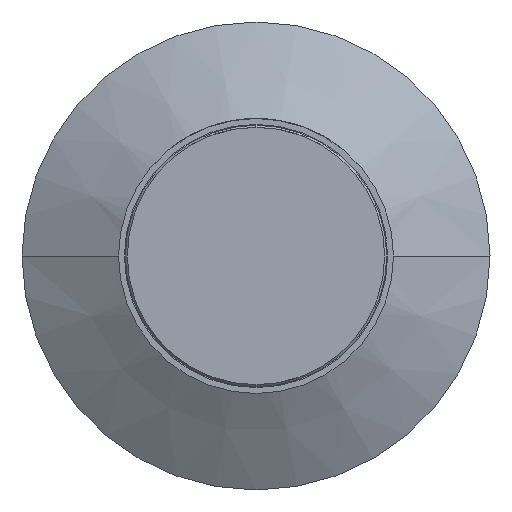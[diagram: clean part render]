
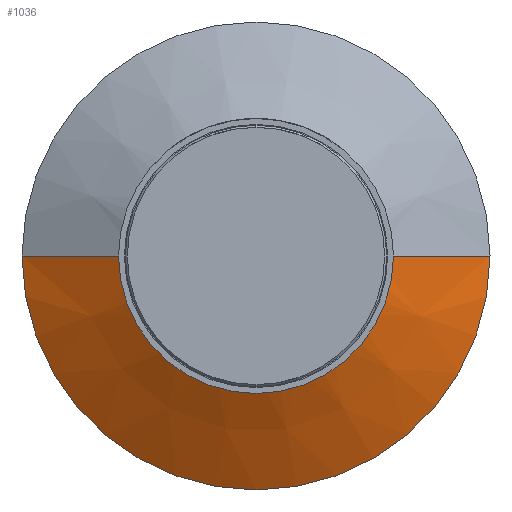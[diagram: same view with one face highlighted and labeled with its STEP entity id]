
A CAD part, front view. The second image highlights one B-rep face of the part: STEP entity #1036.
In plain terms, the highlighted conical face has half-angle 60 degrees and reference radius 2 mm.
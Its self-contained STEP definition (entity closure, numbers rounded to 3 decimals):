
#228 = CARTESIAN_POINT ( 'NONE',  ( 4., 25.955, 0. ) ) ;
#320 = CARTESIAN_POINT ( 'NONE',  ( 2., 24.8, 0. ) ) ;
#412 = CARTESIAN_POINT ( 'NONE',  ( -2., 24.8, 0. ) ) ;
#414 = FACE_OUTER_BOUND ( 'NONE', #3526, .T. ) ;
#534 = ORIENTED_EDGE ( 'NONE', *, *, #1249, .F. ) ;
#539 = ORIENTED_EDGE ( 'NONE', *, *, #1662, .F. ) ;
#924 = ORIENTED_EDGE ( 'NONE', *, *, #2886, .T. ) ;
#1036 = ADVANCED_FACE ( 'Defeature ausgef�hrt1_20', ( #414 ), #1833, .T. ) ;
#1121 = CARTESIAN_POINT ( 'NONE',  ( 0., 24.8, 0. ) ) ;
#1249 = EDGE_CURVE ( 'Defeature ausgef�hrt1_19+Defeature ausgef�hrt1_20+Defeature ausgef�hrt1_20+Defeature ausgef�hrt1_20', #3096, #1719, #2898, .T. ) ;
#1410 = AXIS2_PLACEMENT_3D ( 'NONE', #3335, #3919, #1831 ) ;
#1423 = VERTEX_POINT ( 'NONE', #412 ) ;
#1496 = ORIENTED_EDGE ( 'NONE', *, *, #2896, .T. ) ;
#1662 = EDGE_CURVE ( 'NONE', #3744, #3096, #3432, .T. ) ;
#1719 = VERTEX_POINT ( 'NONE', #2765 ) ;
#1739 = DIRECTION ( 'NONE',  ( 1., 0., 0. ) ) ;
#1831 = DIRECTION ( 'NONE',  ( 1., 0., 0. ) ) ;
#1833 = CONICAL_SURFACE ( 'NONE', #1410, 2., 1.047 ) ;
#1839 = DIRECTION ( 'NONE',  ( 0.866, 0.5, 0. ) ) ;
#2046 = DIRECTION ( 'NONE',  ( -0.866, 0.5, 0. ) ) ;
#2255 = LINE ( 'NONE', #3643, #2494 ) ;
#2348 = DIRECTION ( 'NONE',  ( 0., 1., 0. ) ) ;
#2494 = VECTOR ( 'NONE', #2046, 1000. ) ;
#2765 = CARTESIAN_POINT ( 'NONE',  ( -4., 25.955, 0. ) ) ;
#2779 = CARTESIAN_POINT ( 'NONE',  ( 2., 24.8, 0. ) ) ;
#2791 = DIRECTION ( 'NONE',  ( 1., 0., 0. ) ) ;
#2886 = EDGE_CURVE ( 'Defeature ausgef�hrt1_20+Defeature ausgef�hrt1_27+Defeature ausgef�hrt1_27+Defeature ausgef�hrt1_27', #3744, #1423, #3920, .T. ) ;
#2894 = VECTOR ( 'NONE', #1839, 1000. ) ;
#2896 = EDGE_CURVE ( 'NONE', #1423, #1719, #2255, .T. ) ;
#2898 = CIRCLE ( 'NONE', #3813, 4. ) ;
#3096 = VERTEX_POINT ( 'NONE', #228 ) ;
#3134 = CARTESIAN_POINT ( 'NONE',  ( 0., 25.955, 0. ) ) ;
#3335 = CARTESIAN_POINT ( 'NONE',  ( 0., 24.8, 0. ) ) ;
#3432 = LINE ( 'NONE', #2779, #2894 ) ;
#3446 = DIRECTION ( 'NONE',  ( 0., 1., 0. ) ) ;
#3526 = EDGE_LOOP ( 'NONE', ( #924, #1496, #534, #539 ) ) ;
#3643 = CARTESIAN_POINT ( 'NONE',  ( -2., 24.8, 0. ) ) ;
#3666 = AXIS2_PLACEMENT_3D ( 'NONE', #1121, #2348, #1739 ) ;
#3744 = VERTEX_POINT ( 'NONE', #320 ) ;
#3813 = AXIS2_PLACEMENT_3D ( 'NONE', #3134, #3446, #2791 ) ;
#3919 = DIRECTION ( 'NONE',  ( 0., 1., 0. ) ) ;
#3920 = CIRCLE ( 'NONE', #3666, 2. ) ;
